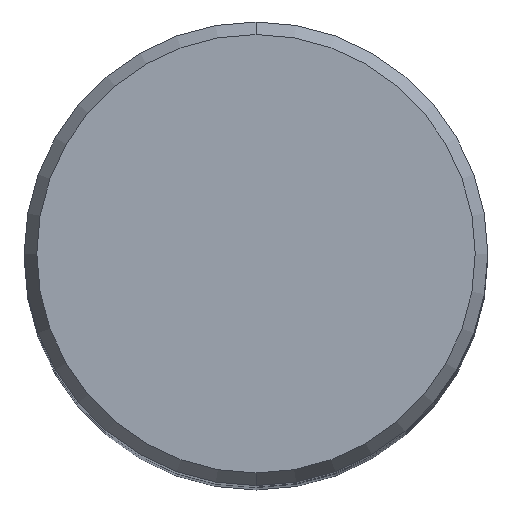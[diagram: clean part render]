
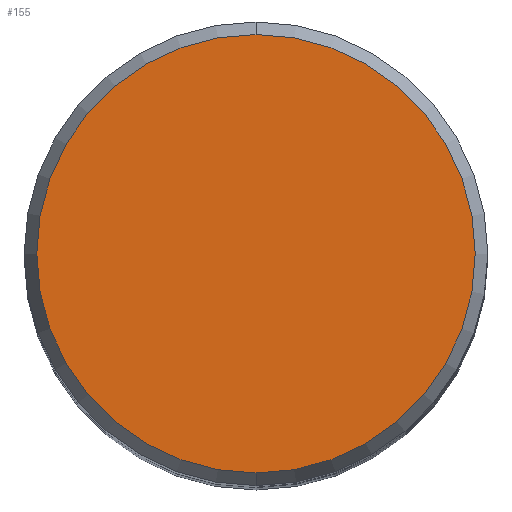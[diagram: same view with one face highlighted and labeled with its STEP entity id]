
A CAD part, top view. The second image highlights one B-rep face of the part: STEP entity #155.
In plain terms, the highlighted planar face has unit normal (0, 0, 1).
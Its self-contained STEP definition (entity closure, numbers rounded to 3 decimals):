
#125=VERTEX_POINT('',#312);
#153=VERTEX_POINT('',#347);
#155=ADVANCED_FACE('',(#349),#350,.T.);
#215=EDGE_CURVE('',#125,#153,#421,.T.);
#223=EDGE_CURVE('',#153,#125,#429,.T.);
#312=CARTESIAN_POINT('',(0.0,12.012,0.01));
#347=CARTESIAN_POINT('',(0.,-12.012,0.01));
#349=FACE_OUTER_BOUND('',#565,.T.);
#350=PLANE('',#566);
#421=CIRCLE('',#651,12.012);
#429=CIRCLE('',#663,12.012);
#565=EDGE_LOOP('',(#809,#810));
#566=AXIS2_PLACEMENT_3D('',#811,#812,#813);
#651=AXIS2_PLACEMENT_3D('',#918,#919,#920);
#663=AXIS2_PLACEMENT_3D('',#925,#926,#927);
#809=ORIENTED_EDGE('',*,*,#215,.F.);
#810=ORIENTED_EDGE('',*,*,#223,.F.);
#811=CARTESIAN_POINT('',(0.0,6.006,0.01));
#812=DIRECTION('',(-0.0,0.0,1.0));
#813=DIRECTION('',(0.0,-1.0,0.0));
#918=CARTESIAN_POINT('',(0.0,0.0,0.01));
#919=DIRECTION('',(0.0,0.0,-1.0));
#920=DIRECTION('',(0.0,1.0,0.0));
#925=CARTESIAN_POINT('',(0.0,0.0,0.01));
#926=DIRECTION('',(0.0,0.0,-1.0));
#927=DIRECTION('',(0.0,1.0,0.0));
